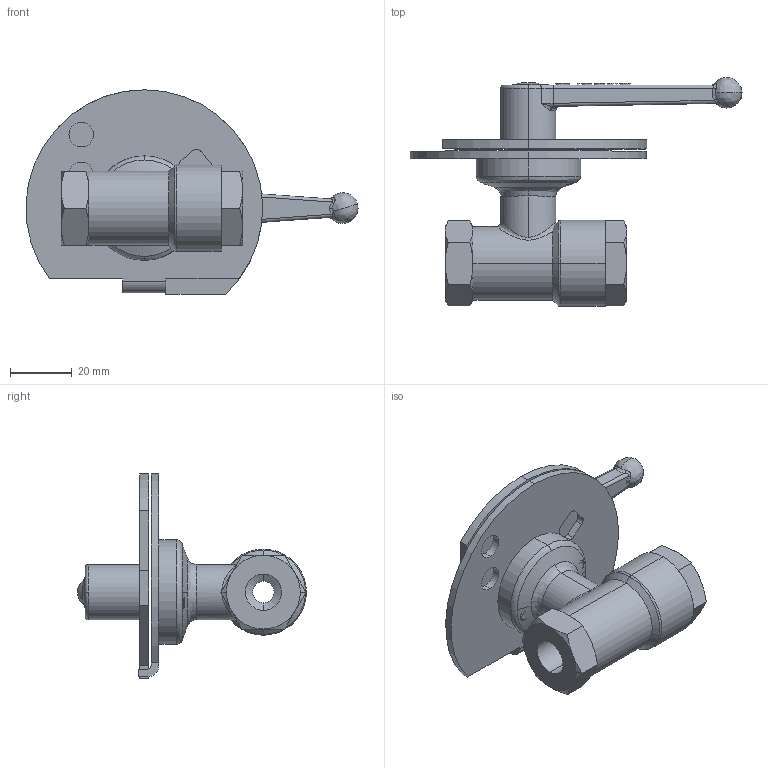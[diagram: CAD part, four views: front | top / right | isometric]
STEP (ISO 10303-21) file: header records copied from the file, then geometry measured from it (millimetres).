
FILE_DESCRIPTION(('STEP AP214'),'1');
FILE_NAME('0437_07_13.stp','2016-07-08T08:50:05',('TraceParts'),('TraceParts S.A.'),'Spatial InterOp 3D',' ',' ');
FILE_SCHEMA(('automotive_design'));
Length unit declared in the file: millimetre
Products named in the file (7): Import_e2; Import_e1; Import_e5; Import_e3; Import_e4; Import_e7; Import_e6
Bounding box: 107.96 x 74.43 x 66.5 mm (x, y, z)
Volume: 61335.3 mm3; surface area: 31743.9 mm2
Topology: 7 solids, 7 shells, 965 faces, 2643 edges, 1742 vertices
Faces by surface type: plane 789, cylinder 94, cone 46, bspline 34, torus 2
Entity records: 43957 total; most frequent: CARTESIAN_POINT 11751, ORIENTED_EDGE 5282, DIRECTION 4613, EDGE_CURVE 2641, LINE 2269, VECTOR 2269, VERTEX_POINT 1742, AXIS2_PLACEMENT_3D 1172
